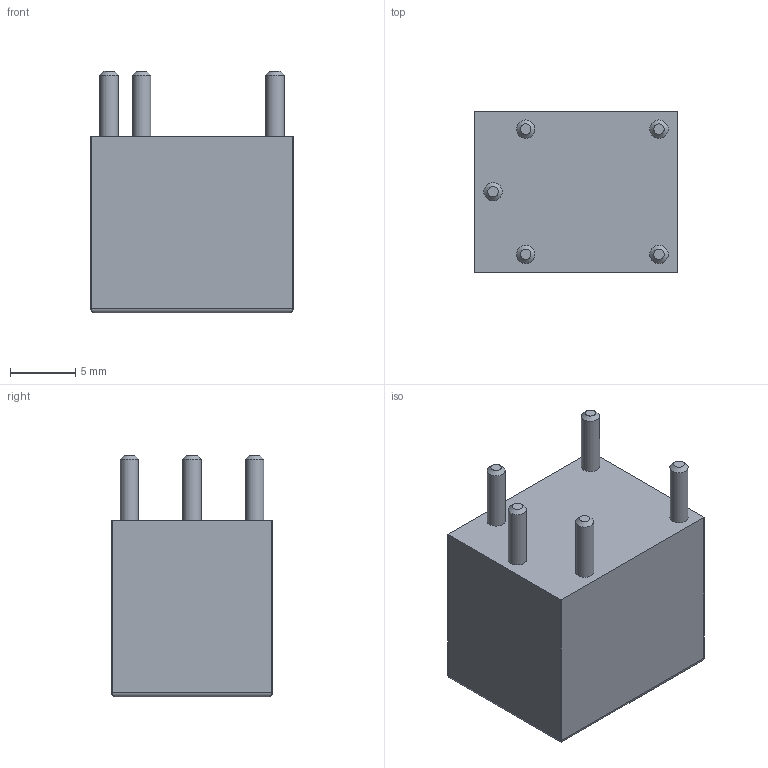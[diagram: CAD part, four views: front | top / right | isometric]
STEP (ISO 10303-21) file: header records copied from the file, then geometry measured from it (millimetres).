
FILE_DESCRIPTION(/* description */ ('Unknown'),/* implementation_level */ '2;1');
FILE_NAME(/* name */ 'relay srd05vdc-sl-c',/* time_stamp */ '2018-05-08T15:31:47+03:00',/* author */ ('Unknown'),/* organization */ ('Unknown'),/* preprocessor_version */ 'ST-DEVELOPER v16.7',/* originating_system */ 'DEX',/* authorisation */ $);
FILE_SCHEMA (('CONFIG_CONTROL_DESIGN'));
Length unit declared in the file: millimetre
Products named in the file (1): relay srd05vdc-sl-c
Bounding box: 15.5 x 12.3 x 18.5 mm (x, y, z)
Volume: 2604.7 mm3; surface area: 1295 mm2
Topology: 1 solids, 1 shells, 283 faces, 697 edges, 458 vertices
Faces by surface type: plane 207, bspline 54, cylinder 17, cone 5
Full cylindrical faces by diameter (mm): 1 x1, 1.4 x5, 2 x1
Entity records: 12059 total; most frequent: CARTESIAN_POINT 3789, ORIENTED_EDGE 1340, DIRECTION 1069, EDGE_CURVE 670, LINE 531, VECTOR 531, VERTEX_POINT 453, EDGE_LOOP 347
